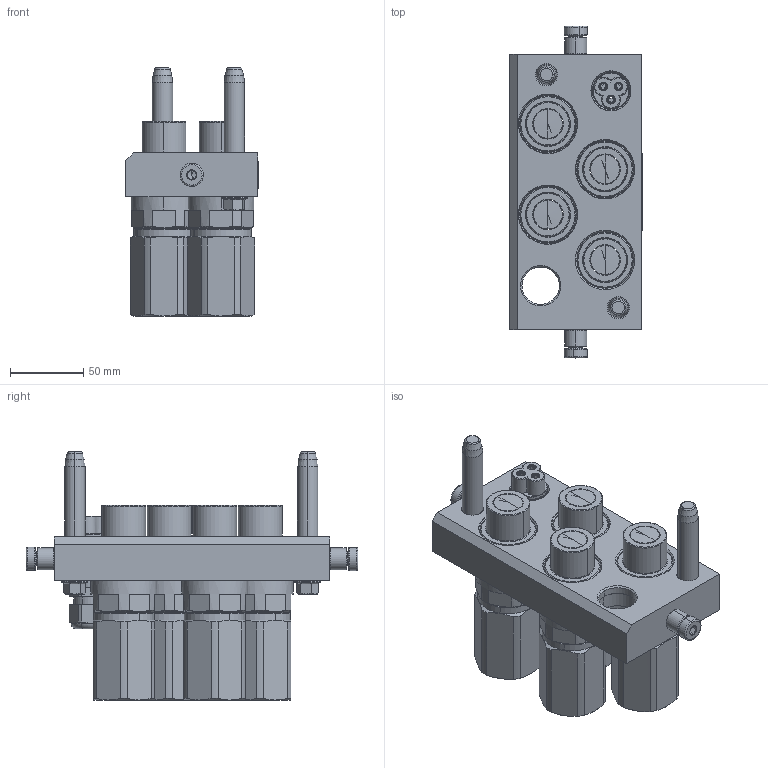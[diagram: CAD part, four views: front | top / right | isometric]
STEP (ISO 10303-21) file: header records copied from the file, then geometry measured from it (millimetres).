
FILE_DESCRIPTION (( 'STEP AP214' ), '1' );
FILE_NAME ('FASTER.step', '2022-07-13T16:53:14', ( '' ), ( '' ), 'SwSTEP 2.0', 'SolidWorks 2017', '' );
FILE_SCHEMA (( 'AUTOMOTIVE_DESIGN' ));
Length unit declared in the file: millimetre
Products named in the file (13): conn_3p_m; 4850_010_8000_000.prt; 3ffnp34_gas_m; 4830_013_3000_030; 1540_080_0008_000.prt; 4830_021_1000_000.prt; 4830_028_1000_011.prt; FASTER; P6I_M_BASE; 4830_044_0000_000; et002; corpospel08-3m
Assembly tree (21 placements, depth 3):
  FASTER
    P6I_M_BASE
      4850_010_8000_000.prt
      4830_021_1000_000.prt  x2
      4830_028_1000_011.prt  x2
      1540_080_0008_000.prt  x2
      4830_013_3000_030  x2
    3ffnp34_gas_m  x4
      3ffnp34_gas_m
    conn_3p_m
      4830_044_0000_000  x3
      corpospel08-3m
    et002
Bounding box: 90.3 x 226.6 x 169.35 mm (x, y, z)
Volume: 2473.8 mm3; surface area: 194468 mm2
Topology: 3 solids, 65 shells, 1930 faces, 6032 edges, 4081 vertices
Faces by surface type: plane 1005, cylinder 402, cone 338, torus 113, bspline 66, sphere 6
Entity records: 46357 total; most frequent: CARTESIAN_POINT 12259, ORIENTED_EDGE 6062, DIRECTION 5903, EDGE_CURVE 3261, VERTEX_POINT 2163, LINE 2017, VECTOR 2017, AXIS2_PLACEMENT_3D 1943
